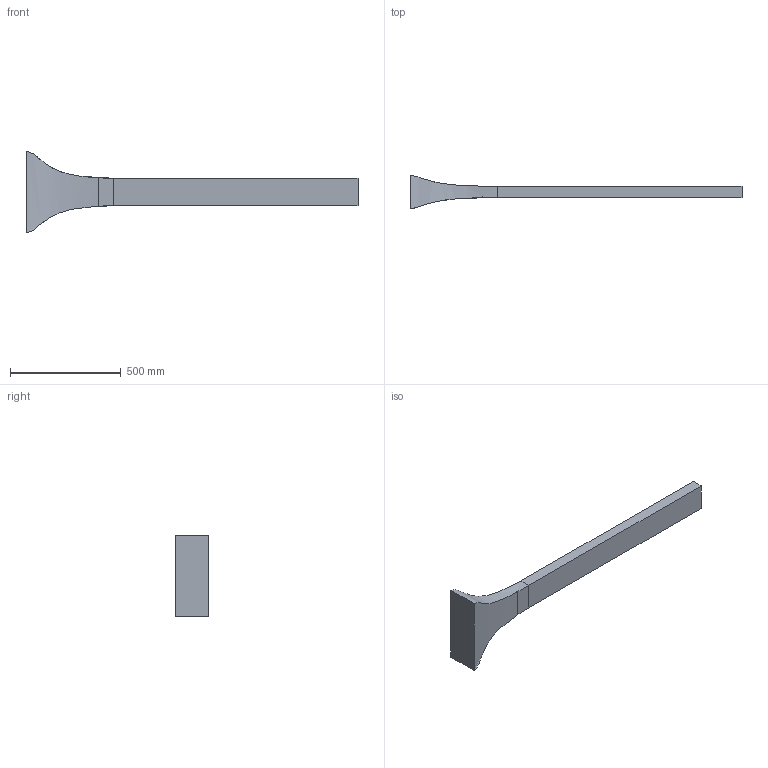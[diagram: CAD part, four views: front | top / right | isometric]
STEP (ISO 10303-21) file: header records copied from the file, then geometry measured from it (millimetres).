
FILE_DESCRIPTION (( 'STEP AP214' ), '1' );
FILE_NAME ('canal_asus''en.STEP', '2023-01-17T10:18:26', ( 'Igor' ), ( '' ), 'SwSTEP 2.0', 'SolidWorks 2020', '' );
FILE_SCHEMA (( 'AUTOMOTIVE_DESIGN' ));
Length unit declared in the file: millimetre
Products named in the file (1): canal_asus''en
Bounding box: 1496.03 x 149.84 x 369.49 mm (x, y, z)
Volume: 13640858.3 mm3; surface area: 682154.9 mm2
Topology: 2 solids, 2 shells, 16 faces, 36 edges, 24 vertices
Faces by surface type: plane 8, bspline 5, cylinder 3
Entity records: 1497 total; most frequent: CARTESIAN_POINT 1130, ORIENTED_EDGE 72, DIRECTION 48, EDGE_CURVE 36, VERTEX_POINT 24, LINE 24, VECTOR 24, FACE_OUTER_BOUND 16
